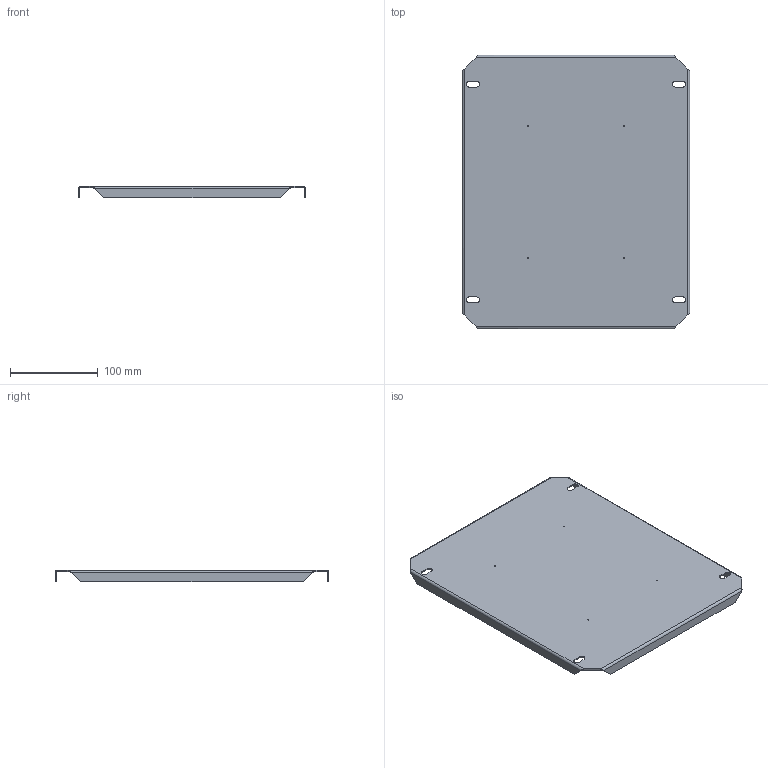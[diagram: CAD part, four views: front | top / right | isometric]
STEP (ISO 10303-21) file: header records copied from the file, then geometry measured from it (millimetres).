
FILE_DESCRIPTION (( 'STEP AP214' ), '1' );
FILE_NAME ('mb65-1m.STEP', '2022-02-06T19:04:33', ( '' ), ( '' ), 'SwSTEP 2.0', 'SolidWorks 2021', '' );
FILE_SCHEMA (( 'AUTOMOTIVE_DESIGN' ));
Length unit declared in the file: millimetre
Products named in the file (1): mb65-1m
Bounding box: 259 x 311.58 x 12.9 mm (x, y, z)
Volume: 134694.8 mm3; surface area: 181538.8 mm2
Topology: 1 solids, 1 shells, 74 faces, 172 edges, 104 vertices
Faces by surface type: plane 38, cylinder 28, bspline 8
Entity records: 2326 total; most frequent: CARTESIAN_POINT 655, ORIENTED_EDGE 344, DIRECTION 314, EDGE_CURVE 172, AXIS2_PLACEMENT_3D 107, VERTEX_POINT 104, LINE 100, VECTOR 100
